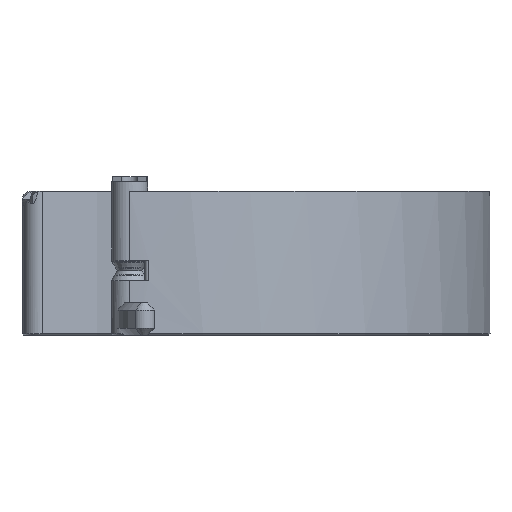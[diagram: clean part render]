
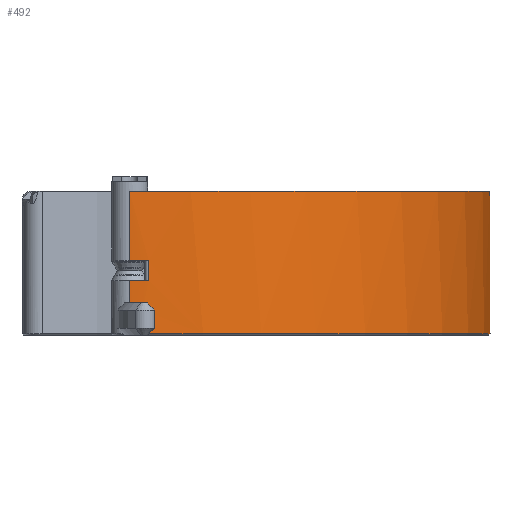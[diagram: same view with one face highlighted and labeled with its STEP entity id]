
A CAD part, left-side view. The second image highlights one B-rep face of the part: STEP entity #492.
In plain terms, the highlighted cylindrical face has radius 100 mm (diameter 200 mm), a partial arc.
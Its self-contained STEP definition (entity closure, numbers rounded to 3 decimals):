
#252 = VERTEX_POINT('',#253);
#253 = CARTESIAN_POINT('',(-99.86,-5.281,-19.2));
#334 = VERTEX_POINT('',#335);
#335 = CARTESIAN_POINT('',(-100.,0.,-19.2));
#341 = EDGE_CURVE('',#334,#342,#344,.T.);
#342 = VERTEX_POINT('',#343);
#343 = CARTESIAN_POINT('',(-99.972,-2.351,-19.2));
#344 = CIRCLE('',#345,100.);
#345 = AXIS2_PLACEMENT_3D('',#346,#347,#348);
#346 = CARTESIAN_POINT('',(0.,0.,-19.2));
#347 = DIRECTION('',(0.,0.,1.));
#348 = DIRECTION('',(-1.,0.,0.));
#350 = EDGE_CURVE('',#342,#252,#351,.T.);
#351 = CIRCLE('',#352,100.);
#352 = AXIS2_PLACEMENT_3D('',#353,#354,#355);
#353 = CARTESIAN_POINT('',(0.,0.,-19.2));
#354 = DIRECTION('',(-0.,0.,1.));
#355 = DIRECTION('',(0.,-1.,0.));
#443 = VERTEX_POINT('',#444);
#444 = CARTESIAN_POINT('',(-99.86,-5.281,-24.8));
#473 = EDGE_CURVE('',#443,#252,#474,.T.);
#474 = B_SPLINE_CURVE_WITH_KNOTS('',1,(#475,#476),.UNSPECIFIED.,.F.,.F.,
  (2,2),(-2.912,8.512),.PIECEWISE_BEZIER_KNOTS.);
#475 = CARTESIAN_POINT('',(-99.86,-5.281,-27.712));
#476 = CARTESIAN_POINT('',(-99.86,-5.281,-16.288));
#492 = ADVANCED_FACE('',(#493),#602,.T.);
#493 = FACE_BOUND('',#494,.T.);
#494 = EDGE_LOOP('',(#495,#504,#513,#521,#530,#540,#548,#558,#567,#576,
    #584,#593,#599,#600,#601));
#495 = ORIENTED_EDGE('',*,*,#496,.F.);
#496 = EDGE_CURVE('',#497,#443,#499,.T.);
#497 = VERTEX_POINT('',#498);
#498 = CARTESIAN_POINT('',(-99.972,-2.351,-24.8));
#499 = CIRCLE('',#500,100.);
#500 = AXIS2_PLACEMENT_3D('',#501,#502,#503);
#501 = CARTESIAN_POINT('',(0.,0.,-24.8));
#502 = DIRECTION('',(-0.,0.,1.));
#503 = DIRECTION('',(0.,-1.,0.));
#504 = ORIENTED_EDGE('',*,*,#505,.F.);
#505 = EDGE_CURVE('',#506,#497,#508,.T.);
#506 = VERTEX_POINT('',#507);
#507 = CARTESIAN_POINT('',(-100.,-0.,-24.8));
#508 = CIRCLE('',#509,100.);
#509 = AXIS2_PLACEMENT_3D('',#510,#511,#512);
#510 = CARTESIAN_POINT('',(0.,0.,-24.8));
#511 = DIRECTION('',(0.,0.,1.));
#512 = DIRECTION('',(-1.,0.,0.));
#513 = ORIENTED_EDGE('',*,*,#514,.F.);
#514 = EDGE_CURVE('',#515,#506,#517,.T.);
#515 = VERTEX_POINT('',#516);
#516 = CARTESIAN_POINT('',(-100.,-0.,-31.));
#517 = LINE('',#518,#519);
#518 = CARTESIAN_POINT('',(-100.,0.,-40.));
#519 = VECTOR('',#520,1.);
#520 = DIRECTION('',(0.,0.,1.));
#521 = ORIENTED_EDGE('',*,*,#522,.T.);
#522 = EDGE_CURVE('',#515,#523,#525,.T.);
#523 = VERTEX_POINT('',#524);
#524 = CARTESIAN_POINT('',(-99.986,-1.655,-31.));
#525 = CIRCLE('',#526,100.);
#526 = AXIS2_PLACEMENT_3D('',#527,#528,#529);
#527 = CARTESIAN_POINT('',(0.,0.,-31.));
#528 = DIRECTION('',(0.,0.,1.));
#529 = DIRECTION('',(-1.,0.,0.));
#530 = ORIENTED_EDGE('',*,*,#531,.T.);
#531 = EDGE_CURVE('',#523,#532,#534,.T.);
#532 = VERTEX_POINT('',#533);
#533 = CARTESIAN_POINT('',(-99.933,-3.665,-33.));
#534 = B_SPLINE_CURVE_WITH_KNOTS('',4,(#535,#536,#537,#538,#539),
  .UNSPECIFIED.,.F.,.F.,(5,5),(0.,1.),.PIECEWISE_BEZIER_KNOTS.);
#535 = CARTESIAN_POINT('',(-99.986,-1.655,-31.));
#536 = CARTESIAN_POINT('',(-99.978,-2.158,
    -31.5));
#537 = CARTESIAN_POINT('',(-99.966,-2.66,
    -32.));
#538 = CARTESIAN_POINT('',(-99.951,-3.163,-32.5
    ));
#539 = CARTESIAN_POINT('',(-99.933,-3.665,-33.));
#540 = ORIENTED_EDGE('',*,*,#541,.F.);
#541 = EDGE_CURVE('',#542,#532,#544,.T.);
#542 = VERTEX_POINT('',#543);
#543 = CARTESIAN_POINT('',(-99.933,-3.665,-38.));
#544 = LINE('',#545,#546);
#545 = CARTESIAN_POINT('',(-99.933,-3.665,-40.));
#546 = VECTOR('',#547,1.);
#547 = DIRECTION('',(0.,0.,1.));
#548 = ORIENTED_EDGE('',*,*,#549,.T.);
#549 = EDGE_CURVE('',#542,#550,#552,.T.);
#550 = VERTEX_POINT('',#551);
#551 = CARTESIAN_POINT('',(-99.979,-2.057,-39.6));
#552 = B_SPLINE_CURVE_WITH_KNOTS('',4,(#553,#554,#555,#556,#557),
  .UNSPECIFIED.,.F.,.F.,(5,5),(0.,1.),.PIECEWISE_BEZIER_KNOTS.);
#553 = CARTESIAN_POINT('',(-99.933,-3.665,-38.));
#554 = CARTESIAN_POINT('',(-99.951,-3.163,
    -38.5));
#555 = CARTESIAN_POINT('',(-99.966,-2.66,
    -39.));
#556 = CARTESIAN_POINT('',(-99.978,-2.158,
    -39.5));
#557 = CARTESIAN_POINT('',(-99.986,-1.655,-40.));
#558 = ORIENTED_EDGE('',*,*,#559,.F.);
#559 = EDGE_CURVE('',#560,#550,#562,.T.);
#560 = VERTEX_POINT('',#561);
#561 = CARTESIAN_POINT('',(-99.933,-3.665,-39.6));
#562 = CIRCLE('',#563,100.);
#563 = AXIS2_PLACEMENT_3D('',#564,#565,#566);
#564 = CARTESIAN_POINT('',(0.,0.,-39.6));
#565 = DIRECTION('',(0.,0.,-1.));
#566 = DIRECTION('',(-0.999,-0.037,
    0.));
#567 = ORIENTED_EDGE('',*,*,#568,.F.);
#568 = EDGE_CURVE('',#569,#560,#571,.T.);
#569 = VERTEX_POINT('',#570);
#570 = CARTESIAN_POINT('',(96.311,26.912,-39.6));
#571 = CIRCLE('',#572,100.);
#572 = AXIS2_PLACEMENT_3D('',#573,#574,#575);
#573 = CARTESIAN_POINT('',(0.,0.,-39.6));
#574 = DIRECTION('',(0.,0.,-1.));
#575 = DIRECTION('',(0.963,0.269,0.));
#576 = ORIENTED_EDGE('',*,*,#577,.T.);
#577 = EDGE_CURVE('',#569,#578,#580,.T.);
#578 = VERTEX_POINT('',#579);
#579 = CARTESIAN_POINT('',(96.311,26.912,0.));
#580 = LINE('',#581,#582);
#581 = CARTESIAN_POINT('',(96.311,26.912,-40.));
#582 = VECTOR('',#583,1.);
#583 = DIRECTION('',(0.,0.,1.));
#584 = ORIENTED_EDGE('',*,*,#585,.F.);
#585 = EDGE_CURVE('',#586,#578,#588,.T.);
#586 = VERTEX_POINT('',#587);
#587 = CARTESIAN_POINT('',(-100.,0.,-0.));
#588 = CIRCLE('',#589,100.);
#589 = AXIS2_PLACEMENT_3D('',#590,#591,#592);
#590 = CARTESIAN_POINT('',(0.,0.,0.));
#591 = DIRECTION('',(0.,0.,1.));
#592 = DIRECTION('',(-1.,0.,0.));
#593 = ORIENTED_EDGE('',*,*,#594,.F.);
#594 = EDGE_CURVE('',#334,#586,#595,.T.);
#595 = LINE('',#596,#597);
#596 = CARTESIAN_POINT('',(-100.,0.,-40.));
#597 = VECTOR('',#598,1.);
#598 = DIRECTION('',(0.,0.,1.));
#599 = ORIENTED_EDGE('',*,*,#341,.T.);
#600 = ORIENTED_EDGE('',*,*,#350,.T.);
#601 = ORIENTED_EDGE('',*,*,#473,.F.);
#602 = CYLINDRICAL_SURFACE('',#603,100.);
#603 = AXIS2_PLACEMENT_3D('',#604,#605,#606);
#604 = CARTESIAN_POINT('',(0.,0.,-40.));
#605 = DIRECTION('',(0.,0.,1.));
#606 = DIRECTION('',(-1.,0.,0.));
